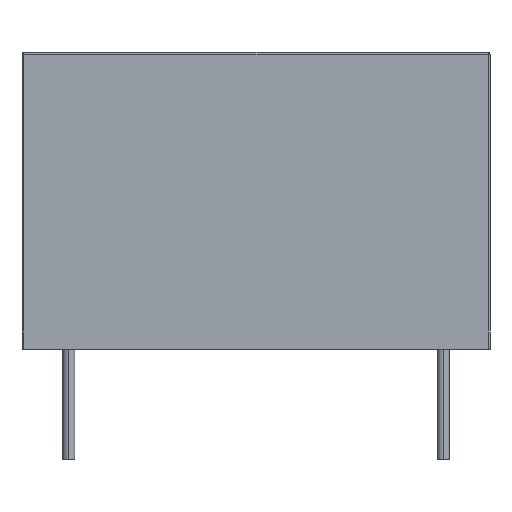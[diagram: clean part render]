
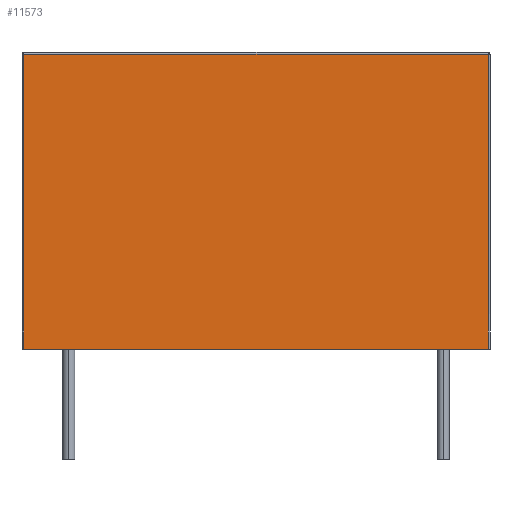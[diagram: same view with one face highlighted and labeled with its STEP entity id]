
A CAD part, left-side view. The second image highlights one B-rep face of the part: STEP entity #11573.
In plain terms, the highlighted free-form (B-spline) face has degree [1, 1] with [2, 2] control points.
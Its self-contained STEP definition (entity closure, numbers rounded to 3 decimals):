
#11489 = EDGE_CURVE('',#11490,#11492,#11494,.T.);
#11490 = VERTEX_POINT('',#11491);
#11491 = CARTESIAN_POINT('',(-13.238,13.134,0.));
#11492 = VERTEX_POINT('',#11493);
#11493 = CARTESIAN_POINT('',(-13.238,-13.134,0.));
#11494 = B_SPLINE_CURVE_WITH_KNOTS('',1,(#11495,#11496),.UNSPECIFIED.,
  .F.,.F.,(2,2),(-25.3,-0.1),.PIECEWISE_BEZIER_KNOTS.);
#11495 = CARTESIAN_POINT('',(-13.238,13.134,0.));
#11496 = CARTESIAN_POINT('',(-13.238,-13.134,0.));
#11573 = ADVANCED_FACE('',(#11574),#11596,.F.);
#11574 = FACE_BOUND('',#11575,.T.);
#11575 = EDGE_LOOP('',(#11576,#11585,#11590,#11591));
#11576 = ORIENTED_EDGE('',*,*,#11577,.T.);
#11577 = EDGE_CURVE('',#11578,#11580,#11582,.T.);
#11578 = VERTEX_POINT('',#11579);
#11579 = CARTESIAN_POINT('',(-13.238,-13.134,
    16.678));
#11580 = VERTEX_POINT('',#11581);
#11581 = CARTESIAN_POINT('',(-13.238,13.134,
    16.678));
#11582 = B_SPLINE_CURVE_WITH_KNOTS('',1,(#11583,#11584),.UNSPECIFIED.,
  .F.,.F.,(2,2),(0.1,25.3),.PIECEWISE_BEZIER_KNOTS.);
#11583 = CARTESIAN_POINT('',(-13.238,-13.134,
    16.678));
#11584 = CARTESIAN_POINT('',(-13.238,13.134,
    16.678));
#11585 = ORIENTED_EDGE('',*,*,#11586,.T.);
#11586 = EDGE_CURVE('',#11580,#11490,#11587,.T.);
#11587 = B_SPLINE_CURVE_WITH_KNOTS('',1,(#11588,#11589),.UNSPECIFIED.,
  .F.,.F.,(2,2),(0.1,16.1),.PIECEWISE_BEZIER_KNOTS.);
#11588 = CARTESIAN_POINT('',(-13.238,13.134,
    16.678));
#11589 = CARTESIAN_POINT('',(-13.238,13.134,0.));
#11590 = ORIENTED_EDGE('',*,*,#11489,.T.);
#11591 = ORIENTED_EDGE('',*,*,#11592,.T.);
#11592 = EDGE_CURVE('',#11492,#11578,#11593,.T.);
#11593 = B_SPLINE_CURVE_WITH_KNOTS('',1,(#11594,#11595),.UNSPECIFIED.,
  .F.,.F.,(2,2),(-16.1,-0.1),.PIECEWISE_BEZIER_KNOTS.);
#11594 = CARTESIAN_POINT('',(-13.238,-13.134,0.));
#11595 = CARTESIAN_POINT('',(-13.238,-13.134,
    16.678));
#11596 = B_SPLINE_SURFACE_WITH_KNOTS('',1,1,(
    (#11597,#11598)
    ,(#11599,#11600
    )),.UNSPECIFIED.,.F.,.F.,.F.,(2,2),(2,2),(0.1,25.3),(
    -16.1,-0.1),.PIECEWISE_BEZIER_KNOTS.);
#11597 = CARTESIAN_POINT('',(-13.238,-13.134,0.));
#11598 = CARTESIAN_POINT('',(-13.238,-13.134,
    16.678));
#11599 = CARTESIAN_POINT('',(-13.238,13.134,0.));
#11600 = CARTESIAN_POINT('',(-13.238,13.134,
    16.678));
